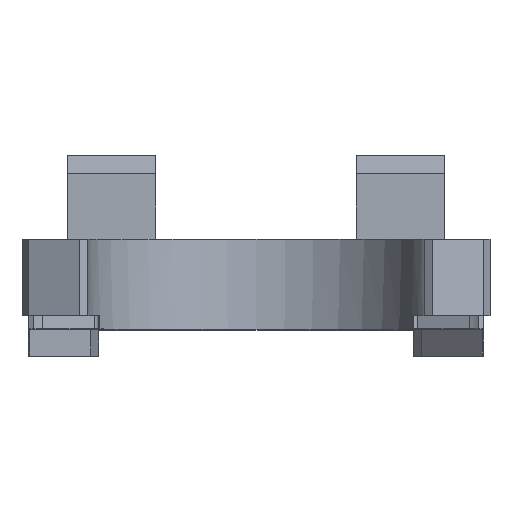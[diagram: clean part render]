
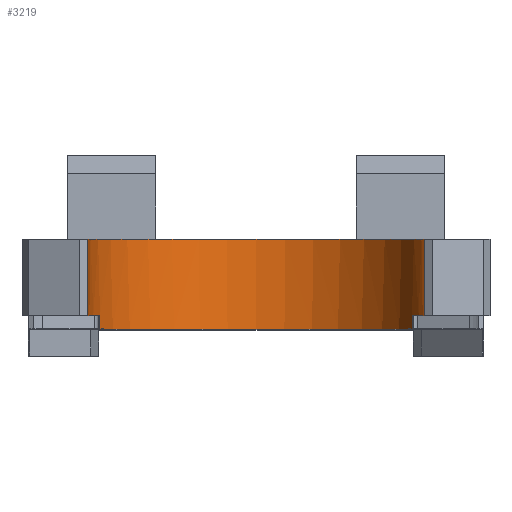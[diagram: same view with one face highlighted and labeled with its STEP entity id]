
A CAD part, top view. The second image highlights one B-rep face of the part: STEP entity #3219.
In plain terms, the highlighted cylindrical face has radius 18.9 mm (diameter 37.8 mm), a partial arc.
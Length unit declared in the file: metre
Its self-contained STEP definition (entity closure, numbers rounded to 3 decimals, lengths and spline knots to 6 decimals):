
#21=CYLINDRICAL_SURFACE('',#3435,0.0189);
#85=LINE('',#4622,#486);
#86=LINE('',#4626,#487);
#87=LINE('',#4630,#488);
#88=LINE('',#4634,#489);
#486=VECTOR('',#3721,1.);
#487=VECTOR('',#3724,1.);
#488=VECTOR('',#3727,1.);
#489=VECTOR('',#3730,1.);
#902=ORIENTED_EDGE('',*,*,#1846,.F.);
#903=ORIENTED_EDGE('',*,*,#1847,.F.);
#904=ORIENTED_EDGE('',*,*,#1848,.T.);
#905=ORIENTED_EDGE('',*,*,#1849,.T.);
#906=ORIENTED_EDGE('',*,*,#1850,.F.);
#907=ORIENTED_EDGE('',*,*,#1851,.T.);
#908=ORIENTED_EDGE('',*,*,#1852,.T.);
#909=ORIENTED_EDGE('',*,*,#1811,.F.);
#1811=EDGE_CURVE('',#2283,#2284,#2603,.F.);
#1846=EDGE_CURVE('',#2318,#2283,#85,.F.);
#1847=EDGE_CURVE('',#2319,#2318,#2611,.F.);
#1848=EDGE_CURVE('',#2319,#2320,#86,.T.);
#1849=EDGE_CURVE('',#2320,#2321,#2612,.T.);
#1850=EDGE_CURVE('',#2322,#2321,#87,.T.);
#1851=EDGE_CURVE('',#2322,#2323,#2613,.F.);
#1852=EDGE_CURVE('',#2323,#2284,#88,.F.);
#2283=VERTEX_POINT('',#4551);
#2284=VERTEX_POINT('',#4553);
#2318=VERTEX_POINT('',#4623);
#2319=VERTEX_POINT('',#4625);
#2320=VERTEX_POINT('',#4627);
#2321=VERTEX_POINT('',#4629);
#2322=VERTEX_POINT('',#4631);
#2323=VERTEX_POINT('',#4633);
#2603=CIRCLE('',#3427,0.0189);
#2611=CIRCLE('',#3436,0.0189);
#2612=CIRCLE('',#3437,0.0189);
#2613=CIRCLE('',#3438,0.0189);
#2673=EDGE_LOOP('',(#902,#903,#904,#905,#906,#907,#908,#909));
#2885=FACE_BOUND('',#2673,.T.);
#3219=ADVANCED_FACE('',(#2885),#21,.F.);
#3427=AXIS2_PLACEMENT_3D('',#4552,#3676,#3677);
#3435=AXIS2_PLACEMENT_3D('',#4621,#3719,#3720);
#3436=AXIS2_PLACEMENT_3D('',#4624,#3722,#3723);
#3437=AXIS2_PLACEMENT_3D('',#4628,#3725,#3726);
#3438=AXIS2_PLACEMENT_3D('',#4632,#3728,#3729);
#3676=DIRECTION('',(0.,-1.,0.));
#3677=DIRECTION('',(1.,0.,0.));
#3719=DIRECTION('',(0.,1.,0.));
#3720=DIRECTION('',(-1.,0.,0.));
#3721=DIRECTION('',(0.,1.,0.));
#3722=DIRECTION('',(0.,-1.,0.));
#3723=DIRECTION('',(1.,0.,0.));
#3724=DIRECTION('',(0.,1.,0.));
#3725=DIRECTION('',(0.,1.,0.));
#3726=DIRECTION('',(-1.,0.,0.));
#3727=DIRECTION('',(0.,1.,0.));
#3728=DIRECTION('',(0.,1.,0.));
#3729=DIRECTION('',(-1.,0.,0.));
#3730=DIRECTION('',(0.,1.,0.));
#4551=CARTESIAN_POINT('',(0.01755,-0.008,0.028083));
#4552=CARTESIAN_POINT('',(0.,-0.008,0.035098));
#4553=CARTESIAN_POINT('',(-0.01755,-0.008,0.028083));
#4621=CARTESIAN_POINT('',(0.,-0.008002,0.035098));
#4622=CARTESIAN_POINT('',(0.01755,-0.008002,0.028083));
#4623=CARTESIAN_POINT('',(0.01755,-0.0065,0.028083));
#4624=CARTESIAN_POINT('',(0.,-0.0065,0.035098));
#4625=CARTESIAN_POINT('',(0.0189,-0.0065,0.035098));
#4626=CARTESIAN_POINT('',(0.0189,-0.008002,0.035098));
#4627=CARTESIAN_POINT('',(0.0189,0.0021,0.035098));
#4628=CARTESIAN_POINT('',(0.,0.0021,0.035098));
#4629=CARTESIAN_POINT('',(-0.0189,0.0021,0.035098));
#4630=CARTESIAN_POINT('',(-0.0189,-0.008002,0.035098));
#4631=CARTESIAN_POINT('',(-0.0189,-0.0065,0.035098));
#4632=CARTESIAN_POINT('',(0.,-0.0065,0.035098));
#4633=CARTESIAN_POINT('',(-0.01755,-0.0065,0.028083));
#4634=CARTESIAN_POINT('',(-0.01755,-0.008002,0.028083));
